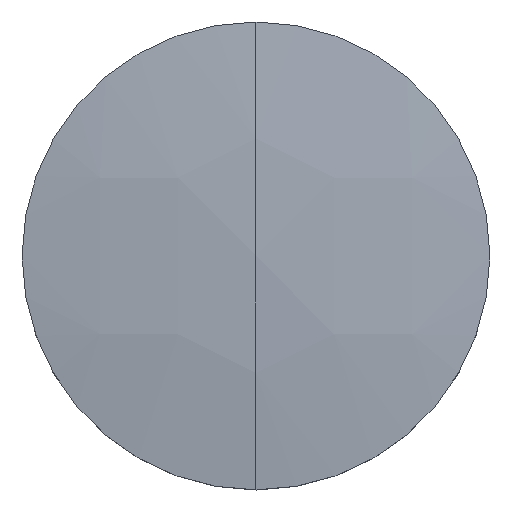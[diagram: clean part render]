
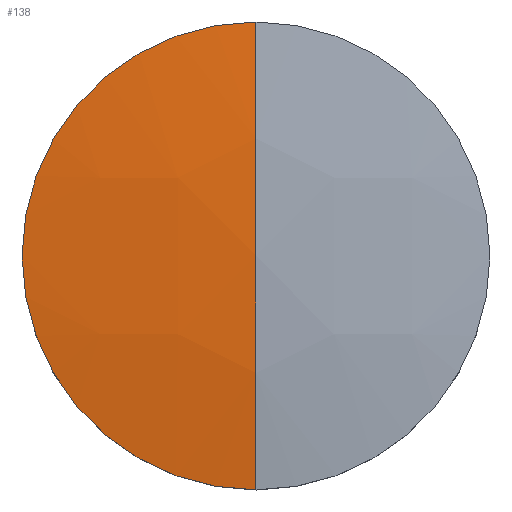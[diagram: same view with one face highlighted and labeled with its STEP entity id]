
A CAD part, top view. The second image highlights one B-rep face of the part: STEP entity #138.
In plain terms, the highlighted free-form (B-spline) face has degree [3, 3] with [4, 4] control points.
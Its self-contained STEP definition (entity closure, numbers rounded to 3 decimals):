
#1 = CARTESIAN_POINT ( 'NONE',  ( -2.118, -6.426, 2.56 ) ) ;
#3 = AXIS2_PLACEMENT_3D ( 'NONE', #226, #228, #84 ) ;
#12 = VERTEX_POINT ( 'NONE', #250 ) ;
#19 = AXIS2_PLACEMENT_3D ( 'NONE', #269, #62, #246 ) ;
#22 = CARTESIAN_POINT ( 'NONE',  ( -6.35, 0., 2.57 ) ) ;
#24 = EDGE_CURVE ( 'NONE', #59, #82, #274, .T. ) ;
#26 = CIRCLE ( 'NONE', #19, 6.35 ) ;
#27 = CARTESIAN_POINT ( 'NONE',  ( -4.23, -6.426, 2.416 ) ) ;
#48 = EDGE_CURVE ( 'NONE', #82, #12, #26, .T. ) ;
#50 = CARTESIAN_POINT ( 'NONE',  ( 0., 0., -44.12 ) ) ;
#59 = VERTEX_POINT ( 'NONE', #133 ) ;
#62 = DIRECTION ( 'NONE',  ( 0., 0., -1. ) ) ;
#68 = CARTESIAN_POINT ( 'NONE',  ( -4.23, 6.426, 2.416 ) ) ;
#69 = CARTESIAN_POINT ( 'NONE',  ( -2.144, -2.155, 3.148 ) ) ;
#70 = CARTESIAN_POINT ( 'NONE',  ( -6.328, -6.426, 2.129 ) ) ;
#82 = VERTEX_POINT ( 'NONE', #22 ) ;
#84 = DIRECTION ( 'NONE',  ( 1., 0., 0. ) ) ;
#93 = CARTESIAN_POINT ( 'NONE',  ( -6.408, -2.155, 2.711 ) ) ;
#112 = CIRCLE ( 'NONE', #271, 47.12 ) ;
#118 = CARTESIAN_POINT ( 'NONE',  ( -6.328, 6.426, 2.129 ) ) ;
#119 = CARTESIAN_POINT ( 'NONE',  ( -6.408, 2.155, 2.711 ) ) ;
#133 = CARTESIAN_POINT ( 'NONE',  ( 0., -6.35, 2.57 ) ) ;
#138 = ADVANCED_FACE ( 'NONE', ( #197 ), #153, .T. ) ;
#145 = CARTESIAN_POINT ( 'NONE',  ( -2.118, 6.426, 2.56 ) ) ;
#146 = DIRECTION ( 'NONE',  ( 0., -1., 0. ) ) ;
#153 =( BOUNDED_SURFACE ( )  B_SPLINE_SURFACE ( 3, 3, ( 
 ( #209, #1, #27, #70 ),
 ( #232, #69, #273, #93 ),
 ( #185, #233, #256, #119 ),
 ( #292, #145, #68, #118 ) ),
 .UNSPECIFIED., .F., .F., .F. ) 
 B_SPLINE_SURFACE_WITH_KNOTS ( ( 4, 4 ),
 ( 4, 4 ),
 ( 0., 1. ),
 ( 0., 1. ),
 .UNSPECIFIED. ) 
 GEOMETRIC_REPRESENTATION_ITEM ( )  RATIONAL_B_SPLINE_SURFACE ( (
 ( 1., 0.998, 0.998, 1.),
 ( 0.994, 0.992, 0.992, 0.994),
 ( 0.994, 0.992, 0.992, 0.994),
 ( 1., 0.998, 0.998, 1.) ) ) 
 REPRESENTATION_ITEM ( '' )  SURFACE ( )  );
#178 = DIRECTION ( 'NONE',  ( -1., 0., 0. ) ) ;
#185 = CARTESIAN_POINT ( 'NONE',  ( 0., 2.155, 3.148 ) ) ;
#197 = FACE_OUTER_BOUND ( 'NONE', #270, .T. ) ;
#208 = ORIENTED_EDGE ( 'NONE', *, *, #260, .T. ) ;
#209 = CARTESIAN_POINT ( 'NONE',  ( 0., -6.426, 2.56 ) ) ;
#215 = ORIENTED_EDGE ( 'NONE', *, *, #48, .F. ) ;
#226 = CARTESIAN_POINT ( 'NONE',  ( 0., 0., 2.57 ) ) ;
#228 = DIRECTION ( 'NONE',  ( 0., 0., -1. ) ) ;
#230 = ORIENTED_EDGE ( 'NONE', *, *, #24, .F. ) ;
#232 = CARTESIAN_POINT ( 'NONE',  ( 0., -2.155, 3.148 ) ) ;
#233 = CARTESIAN_POINT ( 'NONE',  ( -2.144, 2.155, 3.148 ) ) ;
#246 = DIRECTION ( 'NONE',  ( 1., 0., 0. ) ) ;
#250 = CARTESIAN_POINT ( 'NONE',  ( 0., 6.35, 2.57 ) ) ;
#256 = CARTESIAN_POINT ( 'NONE',  ( -4.283, 2.155, 3.002 ) ) ;
#260 = EDGE_CURVE ( 'NONE', #59, #12, #112, .T. ) ;
#269 = CARTESIAN_POINT ( 'NONE',  ( 0., 0., 2.57 ) ) ;
#270 = EDGE_LOOP ( 'NONE', ( #230, #208, #215 ) ) ;
#271 = AXIS2_PLACEMENT_3D ( 'NONE', #50, #178, #146 ) ;
#273 = CARTESIAN_POINT ( 'NONE',  ( -4.283, -2.155, 3.002 ) ) ;
#274 = CIRCLE ( 'NONE', #3, 6.35 ) ;
#292 = CARTESIAN_POINT ( 'NONE',  ( 0., 6.426, 2.56 ) ) ;
